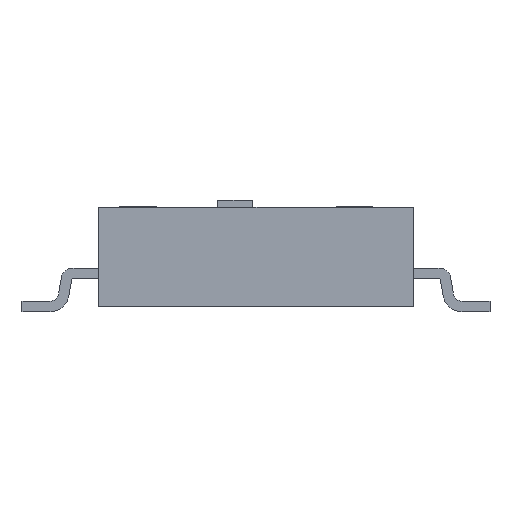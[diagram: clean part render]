
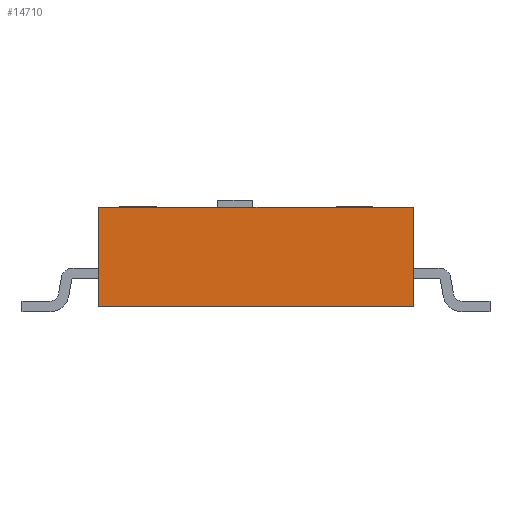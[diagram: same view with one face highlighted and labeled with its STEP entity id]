
A CAD part, left-side view. The second image highlights one B-rep face of the part: STEP entity #14710.
In plain terms, the highlighted planar face has unit normal (-1, 0, 0).
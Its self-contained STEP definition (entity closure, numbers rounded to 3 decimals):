
#107 = ORIENTED_EDGE ( 'NONE', *, *, #14928, .F. ) ;
#370 = CARTESIAN_POINT ( 'NONE',  ( -4.425, -2.25, 0. ) ) ;
#573 = DIRECTION ( 'NONE',  ( 0., 0., 1. ) ) ;
#579 = EDGE_LOOP ( 'NONE', ( #9275, #17857, #12223, #107 ) ) ;
#765 = VERTEX_POINT ( 'NONE', #15715 ) ;
#1556 = VECTOR ( 'NONE', #9677, 1000. ) ;
#2073 = DIRECTION ( 'NONE',  ( -1., 0., 0. ) ) ;
#2593 = AXIS2_PLACEMENT_3D ( 'NONE', #370, #2073, #573 ) ;
#3938 = PLANE ( 'NONE',  #2593 ) ;
#4887 = VECTOR ( 'NONE', #12863, 1000. ) ;
#5407 = CARTESIAN_POINT ( 'NONE',  ( -4.425, -2.25, 1.42 ) ) ;
#6277 = LINE ( 'NONE', #9794, #4887 ) ;
#6455 = EDGE_CURVE ( 'NONE', #19871, #18358, #7541, .T. ) ;
#6812 = VECTOR ( 'NONE', #18981, 1000. ) ;
#7541 = LINE ( 'NONE', #20573, #6812 ) ;
#8285 = LINE ( 'NONE', #5407, #11165 ) ;
#9275 = ORIENTED_EDGE ( 'NONE', *, *, #6455, .T. ) ;
#9677 = DIRECTION ( 'NONE',  ( 0., 0., 1. ) ) ;
#9794 = CARTESIAN_POINT ( 'NONE',  ( -4.425, -2.25, 0. ) ) ;
#10918 = EDGE_CURVE ( 'NONE', #765, #18881, #8285, .T. ) ;
#11165 = VECTOR ( 'NONE', #14784, 1000. ) ;
#11384 = CARTESIAN_POINT ( 'NONE',  ( -4.425, 2.25, 0. ) ) ;
#11580 = CARTESIAN_POINT ( 'NONE',  ( -4.425, 2.25, 1.42 ) ) ;
#12223 = ORIENTED_EDGE ( 'NONE', *, *, #10918, .T. ) ;
#12863 = DIRECTION ( 'NONE',  ( 0., 0., -1. ) ) ;
#14667 = CARTESIAN_POINT ( 'NONE',  ( -4.425, 2.25, 0. ) ) ;
#14710 = ADVANCED_FACE ( 'NONE', ( #15209 ), #3938, .T. ) ;
#14772 = LINE ( 'NONE', #11384, #1556 ) ;
#14784 = DIRECTION ( 'NONE',  ( 0., 1., 0. ) ) ;
#14928 = EDGE_CURVE ( 'NONE', #19871, #18881, #14772, .T. ) ;
#15209 = FACE_OUTER_BOUND ( 'NONE', #579, .T. ) ;
#15307 = CARTESIAN_POINT ( 'NONE',  ( -4.425, -2.25, 0. ) ) ;
#15715 = CARTESIAN_POINT ( 'NONE',  ( -4.425, -2.25, 1.42 ) ) ;
#17857 = ORIENTED_EDGE ( 'NONE', *, *, #17883, .F. ) ;
#17883 = EDGE_CURVE ( 'NONE', #765, #18358, #6277, .T. ) ;
#18358 = VERTEX_POINT ( 'NONE', #15307 ) ;
#18881 = VERTEX_POINT ( 'NONE', #11580 ) ;
#18981 = DIRECTION ( 'NONE',  ( 0., -1., 0. ) ) ;
#19871 = VERTEX_POINT ( 'NONE', #14667 ) ;
#20573 = CARTESIAN_POINT ( 'NONE',  ( -4.425, 0., 0. ) ) ;
